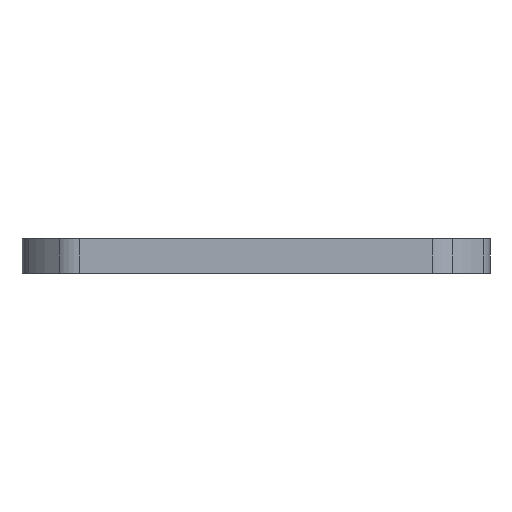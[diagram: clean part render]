
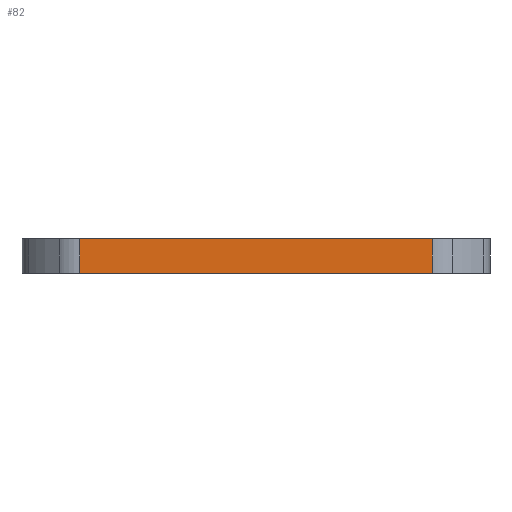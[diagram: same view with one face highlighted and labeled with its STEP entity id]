
A CAD part, left-side view. The second image highlights one B-rep face of the part: STEP entity #82.
In plain terms, the highlighted planar face has unit normal (-1, 0, 0).
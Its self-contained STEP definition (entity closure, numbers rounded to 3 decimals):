
#82=ADVANCED_FACE('',(#138),#987,.T.);
#138=FACE_OUTER_BOUND('',#199,.T.);
#199=EDGE_LOOP('',(#454,#455,#456,#457));
#454=ORIENTED_EDGE('',*,*,#678,.T.);
#455=ORIENTED_EDGE('',*,*,#677,.F.);
#456=ORIENTED_EDGE('',*,*,#579,.F.);
#457=ORIENTED_EDGE('',*,*,#679,.T.);
#579=EDGE_CURVE('',#899,#900,#729,.T.);
#677=EDGE_CURVE('',#900,#957,#781,.T.);
#678=EDGE_CURVE('',#958,#957,#782,.T.);
#679=EDGE_CURVE('',#899,#958,#783,.T.);
#729=B_SPLINE_CURVE_WITH_KNOTS('',1,(#1424,#1425),.UNSPECIFIED.,.F.,.F.,
(2,2),(0.,31.012),.UNSPECIFIED.);
#781=B_SPLINE_CURVE_WITH_KNOTS('',1,(#1698,#1699),.UNSPECIFIED.,.F.,.F.,
(2,2),(0.,3.),.UNSPECIFIED.);
#782=B_SPLINE_CURVE_WITH_KNOTS('',1,(#1700,#1701),.UNSPECIFIED.,.F.,.F.,
(2,2),(0.,31.012),.UNSPECIFIED.);
#783=B_SPLINE_CURVE_WITH_KNOTS('',1,(#1702,#1703),.UNSPECIFIED.,.F.,.F.,
(2,2),(0.,3.),.UNSPECIFIED.);
#899=VERTEX_POINT('',#1257);
#900=VERTEX_POINT('',#1258);
#957=VERTEX_POINT('',#1315);
#958=VERTEX_POINT('',#1316);
#987=PLANE('',#1092);
#1092=AXIS2_PLACEMENT_3D('',#1210,#1151,$);
#1151=DIRECTION('',(-1.,0.,0.));
#1210=CARTESIAN_POINT('',(-20.6,-18.727,-0.378));
#1257=CARTESIAN_POINT('',(-20.6,-15.506,-3.798));
#1258=CARTESIAN_POINT('',(-20.6,15.506,-3.798));
#1315=CARTESIAN_POINT('',(-20.6,15.506,-0.798));
#1316=CARTESIAN_POINT('',(-20.6,-15.506,-0.798));
#1424=CARTESIAN_POINT('',(-20.6,-15.506,-3.798));
#1425=CARTESIAN_POINT('',(-20.6,15.506,-3.798));
#1698=CARTESIAN_POINT('',(-20.6,15.506,-3.798));
#1699=CARTESIAN_POINT('',(-20.6,15.506,-0.798));
#1700=CARTESIAN_POINT('',(-20.6,-15.506,-0.798));
#1701=CARTESIAN_POINT('',(-20.6,15.506,-0.798));
#1702=CARTESIAN_POINT('',(-20.6,-15.506,-3.798));
#1703=CARTESIAN_POINT('',(-20.6,-15.506,-0.798));
